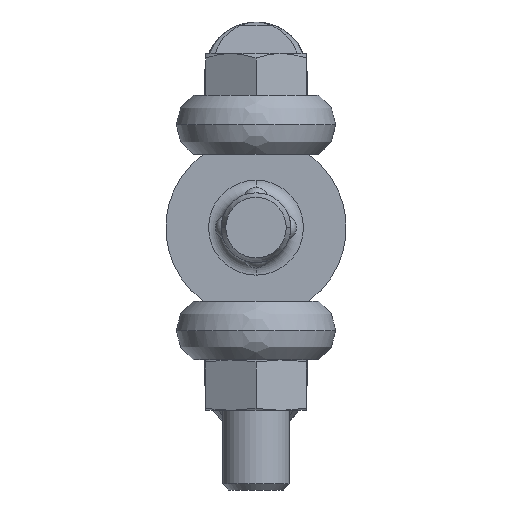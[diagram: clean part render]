
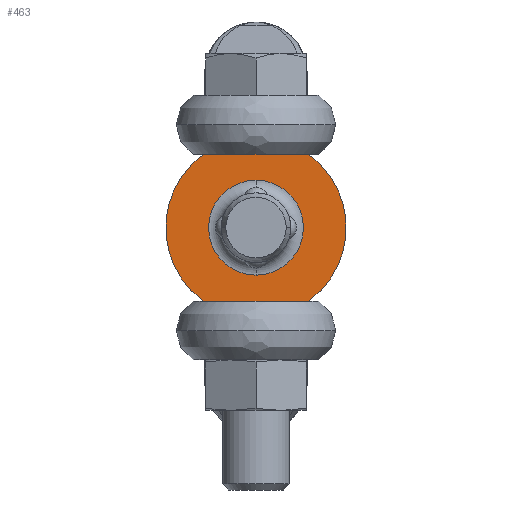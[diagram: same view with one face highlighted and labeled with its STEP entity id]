
A CAD part, left-side view. The second image highlights one B-rep face of the part: STEP entity #463.
In plain terms, the highlighted planar face has unit normal (-1, 0, 0).
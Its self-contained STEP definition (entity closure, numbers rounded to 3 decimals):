
#463=ADVANCED_FACE('',(#941,#942),#943,.T.);
#941=FACE_OUTER_BOUND('',#2433,.T.);
#942=FACE_BOUND('',#2434,.T.);
#943=PLANE('',#2435);
#2433=EDGE_LOOP('',(#4177,#4178,#4179,#4180));
#2434=EDGE_LOOP('',(#4181,#4182,#4183));
#2435=AXIS2_PLACEMENT_3D('',#4184,#4185,#4186);
#4177=ORIENTED_EDGE('',*,*,#4498,.T.);
#4178=ORIENTED_EDGE('',*,*,#4810,.F.);
#4179=ORIENTED_EDGE('',*,*,#4727,.T.);
#4180=ORIENTED_EDGE('',*,*,#4506,.T.);
#4181=ORIENTED_EDGE('',*,*,#4349,.F.);
#4182=ORIENTED_EDGE('',*,*,#4348,.F.);
#4183=ORIENTED_EDGE('',*,*,#4619,.F.);
#4184=CARTESIAN_POINT('',(0.,-8.625,0.));
#4185=DIRECTION('',(-1.0,0.0,0.0));
#4186=DIRECTION('',(0.0,0.0,1.0));
#4348=EDGE_CURVE('',#4914,#4916,#4917,.T.);
#4349=EDGE_CURVE('',#4916,#4918,#4919,.T.);
#4498=EDGE_CURVE('',#5178,#5179,#5180,.T.);
#4506=EDGE_CURVE('',#5192,#5178,#5193,.T.);
#4619=EDGE_CURVE('',#4918,#4914,#5347,.T.);
#4727=EDGE_CURVE('',#5480,#5192,#5481,.T.);
#4810=EDGE_CURVE('',#5480,#5179,#5585,.T.);
#4914=VERTEX_POINT('',#5808);
#4916=VERTEX_POINT('',#5810);
#4917=CIRCLE('',#5811,5.65);
#4918=VERTEX_POINT('',#5812);
#4919=CIRCLE('',#5813,5.65);
#5178=VERTEX_POINT('',#6612);
#5179=VERTEX_POINT('',#6613);
#5180=LINE('',#6614,#6615);
#5192=VERTEX_POINT('',#6631);
#5193=CIRCLE('',#6632,10.75);
#5347=CIRCLE('',#7137,5.65);
#5480=VERTEX_POINT('',#7560);
#5481=LINE('',#7561,#7562);
#5585=CIRCLE('',#7904,10.75);
#5808=CARTESIAN_POINT('',(0.,0.,5.65));
#5810=CARTESIAN_POINT('',(0.,5.65,0.0));
#5811=AXIS2_PLACEMENT_3D('',#8013,#8014,#8015);
#5812=CARTESIAN_POINT('',(0.,0.,-5.65));
#5813=AXIS2_PLACEMENT_3D('',#8016,#8017,#8018);
#6612=CARTESIAN_POINT('',(0.,6.245,-8.75));
#6613=CARTESIAN_POINT('',(0.,-6.245,-8.75));
#6614=CARTESIAN_POINT('',(0.,0.,-8.75));
#6615=VECTOR('',#8188,1000.0);
#6631=CARTESIAN_POINT('',(0.,6.245,8.75));
#6632=AXIS2_PLACEMENT_3D('',#8199,#8200,#8201);
#7137=AXIS2_PLACEMENT_3D('',#8338,#8339,#8340);
#7560=CARTESIAN_POINT('',(0.,-6.245,8.75));
#7561=CARTESIAN_POINT('',(0.,-8.625,8.75));
#7562=VECTOR('',#8476,1000.0);
#7904=AXIS2_PLACEMENT_3D('',#8539,#8540,#8541);
#8013=CARTESIAN_POINT('',(0.,0.,0.0));
#8014=DIRECTION('',(-1.0,0.,-0.0));
#8015=DIRECTION('',(0.0,0.0,-1.0));
#8016=CARTESIAN_POINT('',(0.,0.,0.0));
#8017=DIRECTION('',(-1.0,0.,-0.0));
#8018=DIRECTION('',(0.0,0.0,-1.0));
#8188=DIRECTION('',(0.0,-1.0,0.));
#8199=CARTESIAN_POINT('',(0.,0.,0.));
#8200=DIRECTION('',(-1.0,0.0,0.0));
#8201=DIRECTION('',(0.0,0.0,-1.0));
#8338=CARTESIAN_POINT('',(0.,0.,0.0));
#8339=DIRECTION('',(-1.0,0.,-0.0));
#8340=DIRECTION('',(0.0,0.0,-1.0));
#8476=DIRECTION('',(0.0,1.0,0.0));
#8539=CARTESIAN_POINT('',(0.,0.,0.));
#8540=DIRECTION('',(1.0,0.0,0.0));
#8541=DIRECTION('',(0.0,0.0,-1.0));
